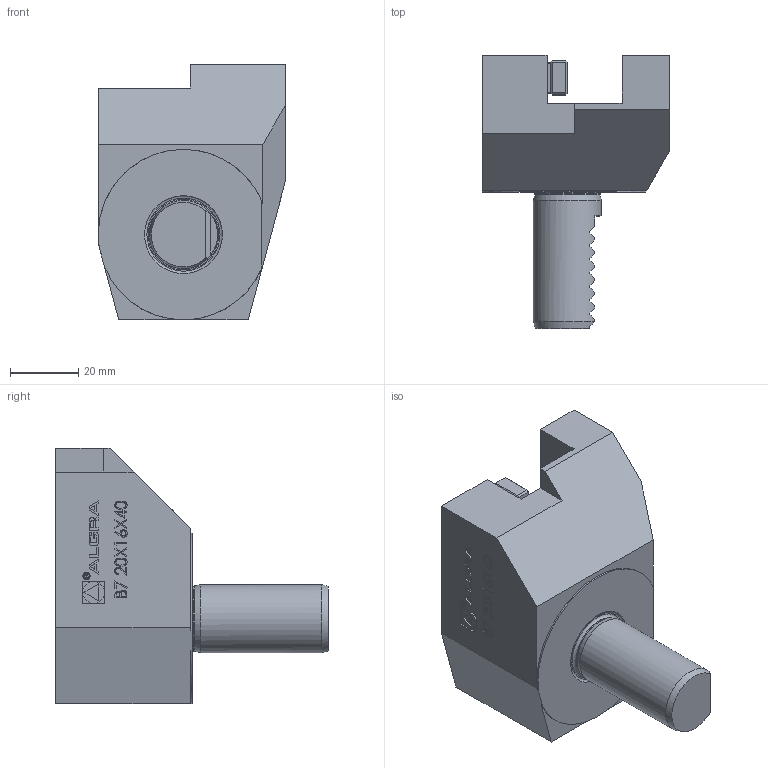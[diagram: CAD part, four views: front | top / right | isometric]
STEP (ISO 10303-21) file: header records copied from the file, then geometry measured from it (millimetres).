
FILE_DESCRIPTION (( 'STEP AP214' ), '1' );
FILE_NAME ('B720X16X40.STEP', '2025-07-10T05:44:36', ( '' ), ( '' ), 'SwSTEP 2.0', 'SolidWorks 2023', '' );
FILE_SCHEMA (( 'AUTOMOTIVE_DESIGN' ));
Length unit declared in the file: millimetre
Products named in the file (1): B720X16X40
Bounding box: 55 x 80 x 75 mm (x, y, z)
Volume: 125769.5 mm3; surface area: 20646.4 mm2
Topology: 1 solids, 1 shells, 340 faces, 881 edges, 577 vertices
Faces by surface type: plane 250, bspline 47, cylinder 38, torus 3, cone 2
Full cylindrical faces by diameter (mm): 1.7 x1, 2.1 x1, 6.366 x1, 19.1 x1, 20 x1
Entity records: 15826 total; most frequent: CARTESIAN_POINT 5389, ORIENTED_EDGE 1740, DIRECTION 1382, EDGE_CURVE 870, LINE 658, VECTOR 658, VERTEX_POINT 575, EDGE_LOOP 383
